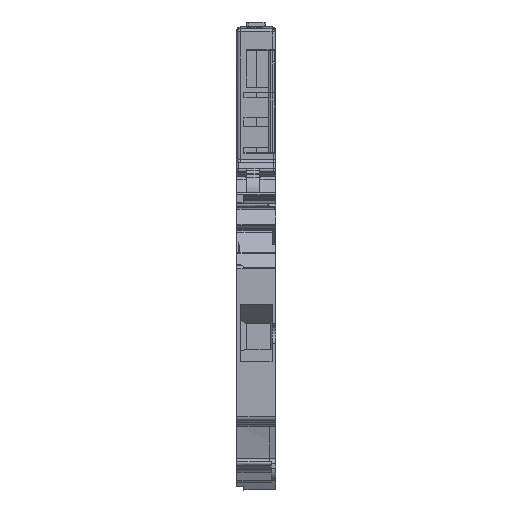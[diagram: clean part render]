
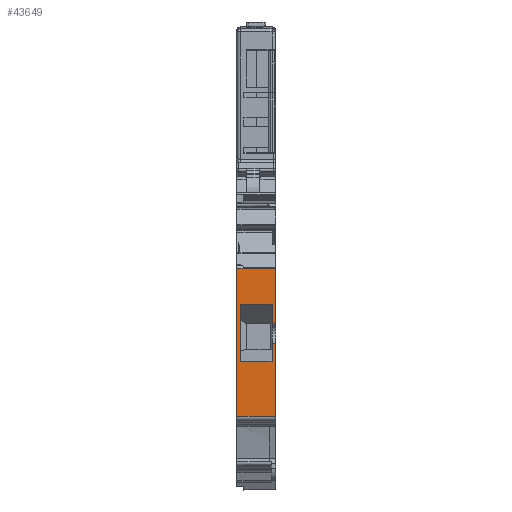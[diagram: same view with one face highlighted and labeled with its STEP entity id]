
A CAD part, front view. The second image highlights one B-rep face of the part: STEP entity #43649.
In plain terms, the highlighted planar face has unit normal (0, -1, 0).
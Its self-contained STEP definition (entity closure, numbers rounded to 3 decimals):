
#43627=AXIS2_PLACEMENT_3D('Plane Axis2P3D',#43624,#43625,#43626) ;
#25904=CARTESIAN_POINT('Vertex',(6.12,0.,34.752)) ;
#25907=CARTESIAN_POINT('Line Origine',(6.12,0.,30.387)) ;
#25911=CARTESIAN_POINT('Vertex',(6.12,0.,26.023)) ;
#25950=CARTESIAN_POINT('Vertex',(6.12,0.,23.023)) ;
#25953=CARTESIAN_POINT('Line Origine',(6.12,0.,17.273)) ;
#25957=CARTESIAN_POINT('Vertex',(6.12,0.,11.523)) ;
#30818=CARTESIAN_POINT('Vertex',(0.07,0.,34.752)) ;
#30850=CARTESIAN_POINT('Vertex',(0.07,0.,11.523)) ;
#30854=CARTESIAN_POINT('Control Point',(0.07,0.,34.752)) ;
#30855=CARTESIAN_POINT('Control Point',(0.07,0.,30.106)) ;
#30856=CARTESIAN_POINT('Control Point',(0.07,0.,25.46)) ;
#30857=CARTESIAN_POINT('Control Point',(0.07,0.,20.815)) ;
#30858=CARTESIAN_POINT('Control Point',(0.07,0.,16.169)) ;
#30859=CARTESIAN_POINT('Control Point',(0.07,0.,11.523)) ;
#33692=CARTESIAN_POINT('Line Origine',(5.845,0.,26.023)) ;
#33696=CARTESIAN_POINT('Vertex',(5.57,0.,26.023)) ;
#33753=CARTESIAN_POINT('Line Origine',(3.07,0.,11.523)) ;
#33757=CARTESIAN_POINT('Vertex',(5.12,0.,11.523)) ;
#33760=CARTESIAN_POINT('Line Origine',(3.07,0.,11.523)) ;
#35929=CARTESIAN_POINT('Vertex',(5.57,0.,29.107)) ;
#35943=CARTESIAN_POINT('Vertex',(5.57,0.,20.199)) ;
#35946=CARTESIAN_POINT('Line Origine',(5.57,0.,21.611)) ;
#35950=CARTESIAN_POINT('Vertex',(5.57,0.,23.023)) ;
#35958=CARTESIAN_POINT('Line Origine',(5.57,0.,27.565)) ;
#36709=CARTESIAN_POINT('Line Origine',(3.095,0.,20.199)) ;
#36713=CARTESIAN_POINT('Vertex',(0.62,0.,20.199)) ;
#36786=CARTESIAN_POINT('Vertex',(0.62,0.,29.107)) ;
#36801=CARTESIAN_POINT('Line Origine',(3.095,0.,29.107)) ;
#37218=CARTESIAN_POINT('Line Origine',(0.62,0.,24.653)) ;
#43612=CARTESIAN_POINT('Line Origine',(5.845,0.,23.023)) ;
#43624=CARTESIAN_POINT('Axis2P3D Location',(6.12,0.,16.931)) ;
#43629=CARTESIAN_POINT('Line Origine',(3.095,0.,34.752)) ;
#25908=DIRECTION('Vector Direction',(0.,0.,1.)) ;
#25954=DIRECTION('Vector Direction',(0.,0.,1.)) ;
#33693=DIRECTION('Vector Direction',(1.,0.,0.)) ;
#33754=DIRECTION('Vector Direction',(1.,0.,0.)) ;
#33761=DIRECTION('Vector Direction',(1.,0.,0.)) ;
#35947=DIRECTION('Vector Direction',(0.,0.,-1.)) ;
#35959=DIRECTION('Vector Direction',(0.,0.,-1.)) ;
#36710=DIRECTION('Vector Direction',(1.,0.,0.)) ;
#36802=DIRECTION('Vector Direction',(1.,0.,0.)) ;
#37219=DIRECTION('Vector Direction',(0.,0.,-1.)) ;
#43613=DIRECTION('Vector Direction',(1.,0.,0.)) ;
#43625=DIRECTION('Axis2P3D Direction',(0.,-1.,0.)) ;
#43626=DIRECTION('Axis2P3D XDirection',(0.,0.,1.)) ;
#43630=DIRECTION('Vector Direction',(-1.,0.,0.)) ;
#25909=VECTOR('Line Direction',#25908,1.) ;
#25955=VECTOR('Line Direction',#25954,1.) ;
#33694=VECTOR('Line Direction',#33693,1.) ;
#33755=VECTOR('Line Direction',#33754,1.) ;
#33762=VECTOR('Line Direction',#33761,1.) ;
#35948=VECTOR('Line Direction',#35947,1.) ;
#35960=VECTOR('Line Direction',#35959,1.) ;
#36711=VECTOR('Line Direction',#36710,1.) ;
#36803=VECTOR('Line Direction',#36802,1.) ;
#37220=VECTOR('Line Direction',#37219,1.) ;
#43614=VECTOR('Line Direction',#43613,1.) ;
#43631=VECTOR('Line Direction',#43630,1.) ;
#43635=ORIENTED_EDGE('',*,*,#33764,.T.) ;
#43636=ORIENTED_EDGE('',*,*,#33759,.T.) ;
#43637=ORIENTED_EDGE('',*,*,#25959,.F.) ;
#43638=ORIENTED_EDGE('',*,*,#43616,.F.) ;
#43639=ORIENTED_EDGE('',*,*,#35952,.T.) ;
#43640=ORIENTED_EDGE('',*,*,#36715,.F.) ;
#43641=ORIENTED_EDGE('',*,*,#37222,.F.) ;
#43642=ORIENTED_EDGE('',*,*,#36805,.T.) ;
#43643=ORIENTED_EDGE('',*,*,#35962,.T.) ;
#43644=ORIENTED_EDGE('',*,*,#33698,.T.) ;
#43645=ORIENTED_EDGE('',*,*,#25913,.F.) ;
#43646=ORIENTED_EDGE('',*,*,#43633,.T.) ;
#43647=ORIENTED_EDGE('',*,*,#30860,.F.) ;
#43649=ADVANCED_FACE('1473525-4-0.1\\Koerper.2',(#43648),#43628,.T.) ;
#30853=B_SPLINE_CURVE_WITH_KNOTS('',5,(#30854,#30855,#30856,#30857,#30858,#30859),.UNSPECIFIED.,.F.,.U.,(6,6),(0.,23.229),.UNSPECIFIED.) ;
#25913=EDGE_CURVE('',#25905,#25912,#25910,.F.) ;
#25959=EDGE_CURVE('',#25951,#25958,#25956,.F.) ;
#30860=EDGE_CURVE('',#30851,#30819,#30853,.F.) ;
#33698=EDGE_CURVE('',#33697,#25912,#33695,.T.) ;
#33759=EDGE_CURVE('',#33758,#25958,#33756,.T.) ;
#33764=EDGE_CURVE('',#30851,#33758,#33763,.T.) ;
#35952=EDGE_CURVE('',#35951,#35944,#35949,.T.) ;
#35962=EDGE_CURVE('',#35930,#33697,#35961,.T.) ;
#36715=EDGE_CURVE('',#36714,#35944,#36712,.T.) ;
#36805=EDGE_CURVE('',#36787,#35930,#36804,.T.) ;
#37222=EDGE_CURVE('',#36787,#36714,#37221,.T.) ;
#43616=EDGE_CURVE('',#35951,#25951,#43615,.T.) ;
#43633=EDGE_CURVE('',#25905,#30819,#43632,.T.) ;
#43634=EDGE_LOOP('',(#43635,#43636,#43637,#43638,#43639,#43640,#43641,#43642,#43643,#43644,#43645,#43646,#43647)) ;
#43648=FACE_OUTER_BOUND('',#43634,.T.) ;
#25910=LINE('Line',#25907,#25909) ;
#25956=LINE('Line',#25953,#25955) ;
#33695=LINE('Line',#33692,#33694) ;
#33756=LINE('Line',#33753,#33755) ;
#33763=LINE('Line',#33760,#33762) ;
#35949=LINE('Line',#35946,#35948) ;
#35961=LINE('Line',#35958,#35960) ;
#36712=LINE('Line',#36709,#36711) ;
#36804=LINE('Line',#36801,#36803) ;
#37221=LINE('Line',#37218,#37220) ;
#43615=LINE('Line',#43612,#43614) ;
#43632=LINE('Line',#43629,#43631) ;
#43628=PLANE('',#43627) ;
#25905=VERTEX_POINT('',#25904) ;
#25912=VERTEX_POINT('',#25911) ;
#25951=VERTEX_POINT('',#25950) ;
#25958=VERTEX_POINT('',#25957) ;
#30819=VERTEX_POINT('',#30818) ;
#30851=VERTEX_POINT('',#30850) ;
#33697=VERTEX_POINT('',#33696) ;
#33758=VERTEX_POINT('',#33757) ;
#35930=VERTEX_POINT('',#35929) ;
#35944=VERTEX_POINT('',#35943) ;
#35951=VERTEX_POINT('',#35950) ;
#36714=VERTEX_POINT('',#36713) ;
#36787=VERTEX_POINT('',#36786) ;
